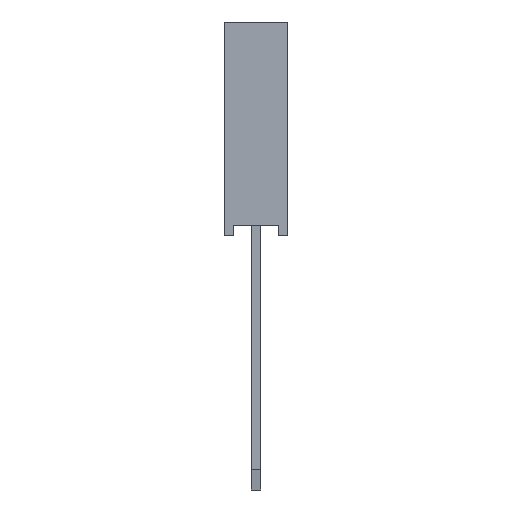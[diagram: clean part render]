
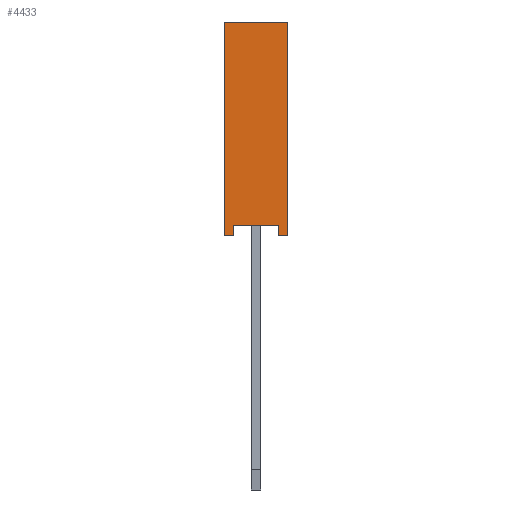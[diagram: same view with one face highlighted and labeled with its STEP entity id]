
A CAD part, front view. The second image highlights one B-rep face of the part: STEP entity #4433.
In plain terms, the highlighted planar face has unit normal (0, -1, 0).
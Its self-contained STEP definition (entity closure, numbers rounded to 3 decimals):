
#53=FACE_OUTER_BOUND('',#314,.T.);
#314=EDGE_LOOP('',(#2891,#2892,#2893,#2894,#2895,#2896,#2897,#2898));
#603=LINE('',#6153,#1223);
#606=LINE('',#6159,#1226);
#609=LINE('',#6165,#1229);
#611=LINE('',#6169,#1231);
#612=LINE('',#6171,#1232);
#613=LINE('',#6173,#1233);
#614=LINE('',#6175,#1234);
#615=LINE('',#6176,#1235);
#1223=VECTOR('',#5004,10.);
#1226=VECTOR('',#5009,10.);
#1229=VECTOR('',#5014,10.);
#1231=VECTOR('',#5018,10.);
#1232=VECTOR('',#5019,10.);
#1233=VECTOR('',#5020,10.);
#1234=VECTOR('',#5021,10.);
#1235=VECTOR('',#5022,10.);
#1837=VERTEX_POINT('',#6150);
#1838=VERTEX_POINT('',#6152);
#1840=VERTEX_POINT('',#6158);
#1842=VERTEX_POINT('',#6164);
#1843=VERTEX_POINT('',#6168);
#1844=VERTEX_POINT('',#6170);
#1845=VERTEX_POINT('',#6172);
#1846=VERTEX_POINT('',#6174);
#2243=EDGE_CURVE('',#1838,#1837,#603,.T.);
#2246=EDGE_CURVE('',#1840,#1838,#606,.T.);
#2249=EDGE_CURVE('',#1842,#1840,#609,.T.);
#2251=EDGE_CURVE('',#1843,#1837,#611,.T.);
#2252=EDGE_CURVE('',#1843,#1844,#612,.T.);
#2253=EDGE_CURVE('',#1845,#1844,#613,.T.);
#2254=EDGE_CURVE('',#1846,#1845,#614,.T.);
#2255=EDGE_CURVE('',#1842,#1846,#615,.T.);
#2891=ORIENTED_EDGE('',*,*,#2249,.T.);
#2892=ORIENTED_EDGE('',*,*,#2246,.T.);
#2893=ORIENTED_EDGE('',*,*,#2243,.T.);
#2894=ORIENTED_EDGE('',*,*,#2251,.F.);
#2895=ORIENTED_EDGE('',*,*,#2252,.T.);
#2896=ORIENTED_EDGE('',*,*,#2253,.F.);
#2897=ORIENTED_EDGE('',*,*,#2254,.F.);
#2898=ORIENTED_EDGE('',*,*,#2255,.F.);
#4093=PLANE('',#4716);
#4433=ADVANCED_FACE('',(#53),#4093,.T.);
#4716=AXIS2_PLACEMENT_3D('',#6167,#5016,#5017);
#5004=DIRECTION('',(0.,0.,-1.));
#5009=DIRECTION('',(1.,0.,0.));
#5014=DIRECTION('',(0.,0.,1.));
#5016=DIRECTION('center_axis',(0.,-1.,0.));
#5017=DIRECTION('ref_axis',(1.,0.,0.));
#5018=DIRECTION('',(-1.,0.,0.));
#5019=DIRECTION('',(0.,0.,1.));
#5020=DIRECTION('',(1.,0.,0.));
#5021=DIRECTION('',(0.,0.,1.));
#5022=DIRECTION('',(-1.,0.,0.));
#6150=CARTESIAN_POINT('',(0.9,-1.27,0.));
#6152=CARTESIAN_POINT('',(0.9,-1.27,0.4));
#6153=CARTESIAN_POINT('',(0.9,-1.27,0.2));
#6158=CARTESIAN_POINT('',(-0.9,-1.27,0.4));
#6159=CARTESIAN_POINT('',(-1.085,-1.27,0.4));
#6164=CARTESIAN_POINT('',(-0.9,-1.27,0.));
#6165=CARTESIAN_POINT('',(-0.9,-1.27,0.));
#6167=CARTESIAN_POINT('Origin',(-1.27,-1.27,0.));
#6168=CARTESIAN_POINT('',(1.27,-1.27,0.));
#6169=CARTESIAN_POINT('',(1.27,-1.27,0.));
#6170=CARTESIAN_POINT('',(1.27,-1.27,8.5));
#6171=CARTESIAN_POINT('',(1.27,-1.27,0.));
#6172=CARTESIAN_POINT('',(-1.27,-1.27,8.5));
#6173=CARTESIAN_POINT('',(1.27,-1.27,8.5));
#6174=CARTESIAN_POINT('',(-1.27,-1.27,0.));
#6175=CARTESIAN_POINT('',(-1.27,-1.27,0.));
#6176=CARTESIAN_POINT('',(1.27,-1.27,0.));
